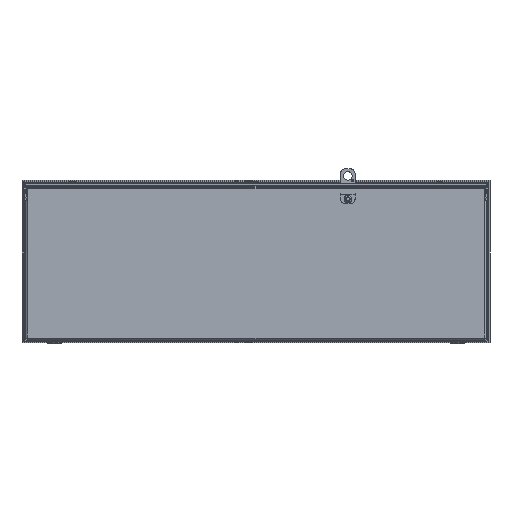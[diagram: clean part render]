
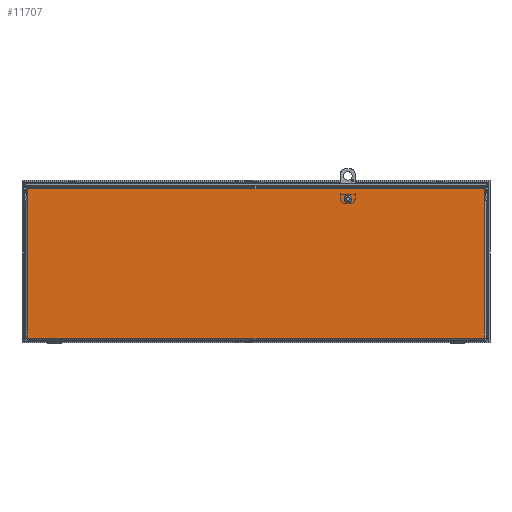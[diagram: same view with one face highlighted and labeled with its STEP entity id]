
A CAD part, front view. The second image highlights one B-rep face of the part: STEP entity #11707.
In plain terms, the highlighted planar face has unit normal (0, -1, 0).
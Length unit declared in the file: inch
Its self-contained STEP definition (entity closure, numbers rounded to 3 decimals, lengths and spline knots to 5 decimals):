
#689 = VERTEX_POINT ( 'NONE', #4050 ) ;
#731 = VECTOR ( 'NONE', #6553, 39.37008 ) ;
#769 = DIRECTION ( 'NONE',  ( 0., 1., 0. ) ) ;
#771 = DIRECTION ( 'NONE',  ( 0., 0., 1. ) ) ;
#962 = EDGE_CURVE ( 'NONE', #11589, #20120, #4486, .T. ) ;
#1036 = EDGE_CURVE ( 'NONE', #1173, #11589, #5301, .T. ) ;
#1143 = CARTESIAN_POINT ( 'NONE',  ( 4.78125, -12., 5.42387 ) ) ;
#1173 = VERTEX_POINT ( 'NONE', #7088 ) ;
#1211 = VECTOR ( 'NONE', #20823, 39.37008 ) ;
#1590 = EDGE_CURVE ( 'NONE', #20120, #12710, #21158, .T. ) ;
#1608 = VECTOR ( 'NONE', #771, 39.37008 ) ;
#1634 = CARTESIAN_POINT ( 'NONE',  ( 11.87913, -12., -1.80313 ) ) ;
#2131 = LINE ( 'NONE', #11172, #1608 ) ;
#2183 = CARTESIAN_POINT ( 'NONE',  ( 4.88175, -12., 5.42387 ) ) ;
#2193 = ORIENTED_EDGE ( 'NONE', *, *, #8581, .T. ) ;
#2724 = DIRECTION ( 'NONE',  ( 0., 1., 0. ) ) ;
#3000 = EDGE_CURVE ( 'NONE', #3926, #4683, #2131, .T. ) ;
#3719 = VECTOR ( 'NONE', #8424, 39.37008 ) ;
#3926 = VERTEX_POINT ( 'NONE', #1634 ) ;
#4050 = CARTESIAN_POINT ( 'NONE',  ( -11.87913, -12., -1.80313 ) ) ;
#4182 = EDGE_CURVE ( 'NONE', #13987, #13987, #14676, .T. ) ;
#4352 = PLANE ( 'NONE',  #13100 ) ;
#4486 = LINE ( 'NONE', #20056, #8823 ) ;
#4683 = VERTEX_POINT ( 'NONE', #11437 ) ;
#4794 = CARTESIAN_POINT ( 'NONE',  ( 5.9375, -12., 5.98637 ) ) ;
#4959 = CARTESIAN_POINT ( 'NONE',  ( 11.875, -12., 5.46856 ) ) ;
#5290 = DIRECTION ( 'NONE',  ( 1., 0., 0. ) ) ;
#5301 = LINE ( 'NONE', #4794, #731 ) ;
#5396 = CARTESIAN_POINT ( 'NONE',  ( 11.17644, -12., 6.6785 ) ) ;
#6441 = LINE ( 'NONE', #10004, #3719 ) ;
#6553 = DIRECTION ( 'NONE',  ( -1., 0., 0. ) ) ;
#6571 = VECTOR ( 'NONE', #21185, 39.37008 ) ;
#7088 = CARTESIAN_POINT ( 'NONE',  ( 11.875, -12., 5.98637 ) ) ;
#7963 = DIRECTION ( 'NONE',  ( 1., 0., 0. ) ) ;
#8065 = DIRECTION ( 'NONE',  ( 0., 0., -1. ) ) ;
#8424 = DIRECTION ( 'NONE',  ( 0., 0., -1. ) ) ;
#8581 = EDGE_CURVE ( 'NONE', #4683, #18192, #20135, .T. ) ;
#8823 = VECTOR ( 'NONE', #8065, 39.37008 ) ;
#9675 = CARTESIAN_POINT ( 'NONE',  ( 0., -12., 2.09162 ) ) ;
#10004 = CARTESIAN_POINT ( 'NONE',  ( -11.87913, -12., 3.77652 ) ) ;
#10174 = EDGE_LOOP ( 'NONE', ( #19834 ) ) ;
#10236 = EDGE_LOOP ( 'NONE', ( #18557, #14373, #14734, #10605, #19314, #20460, #2193, #20299 ) ) ;
#10353 = VECTOR ( 'NONE', #5290, 39.37008 ) ;
#10605 = ORIENTED_EDGE ( 'NONE', *, *, #16807, .T. ) ;
#10618 = FACE_OUTER_BOUND ( 'NONE', #10236, .T. ) ;
#10915 = CARTESIAN_POINT ( 'NONE',  ( 11.875, -12., 3.78009 ) ) ;
#11172 = CARTESIAN_POINT ( 'NONE',  ( 11.87913, -12., 0.14425 ) ) ;
#11437 = CARTESIAN_POINT ( 'NONE',  ( 11.87913, -12., 5.46142 ) ) ;
#11448 = EDGE_CURVE ( 'NONE', #689, #3926, #19770, .T. ) ;
#11589 = VERTEX_POINT ( 'NONE', #16240 ) ;
#11707 = ADVANCED_FACE ( 'NONE', ( #10618, #12810 ), #4352, .F. ) ;
#11978 = LINE ( 'NONE', #10915, #6571 ) ;
#12571 = CARTESIAN_POINT ( 'NONE',  ( -11.87913, -12., 5.46142 ) ) ;
#12710 = VERTEX_POINT ( 'NONE', #12571 ) ;
#12810 = FACE_BOUND ( 'NONE', #10174, .T. ) ;
#12901 = AXIS2_PLACEMENT_3D ( 'NONE', #1143, #2724, #7963 ) ;
#13100 = AXIS2_PLACEMENT_3D ( 'NONE', #9675, #769, #14867 ) ;
#13491 = DIRECTION ( 'NONE',  ( -0.5, 0., -0.866 ) ) ;
#13987 = VERTEX_POINT ( 'NONE', #2183 ) ;
#14156 = VECTOR ( 'NONE', #13491, 39.37008 ) ;
#14373 = ORIENTED_EDGE ( 'NONE', *, *, #962, .T. ) ;
#14676 = CIRCLE ( 'NONE', #12901, 0.1005 ) ;
#14734 = ORIENTED_EDGE ( 'NONE', *, *, #1590, .T. ) ;
#14867 = DIRECTION ( 'NONE',  ( 1., 0., 0. ) ) ;
#16240 = CARTESIAN_POINT ( 'NONE',  ( -11.875, -12., 5.98637 ) ) ;
#16807 = EDGE_CURVE ( 'NONE', #12710, #689, #6441, .T. ) ;
#17508 = CARTESIAN_POINT ( 'NONE',  ( -5.93956, -12., -1.80313 ) ) ;
#18192 = VERTEX_POINT ( 'NONE', #4959 ) ;
#18557 = ORIENTED_EDGE ( 'NONE', *, *, #1036, .T. ) ;
#18798 = CARTESIAN_POINT ( 'NONE',  ( -11.12175, -12., 6.77322 ) ) ;
#18799 = CARTESIAN_POINT ( 'NONE',  ( -11.875, -12., 5.46856 ) ) ;
#19314 = ORIENTED_EDGE ( 'NONE', *, *, #11448, .T. ) ;
#19770 = LINE ( 'NONE', #17508, #10353 ) ;
#19834 = ORIENTED_EDGE ( 'NONE', *, *, #4182, .T. ) ;
#20056 = CARTESIAN_POINT ( 'NONE',  ( -11.875, -12., 4.09162 ) ) ;
#20120 = VERTEX_POINT ( 'NONE', #18799 ) ;
#20135 = LINE ( 'NONE', #5396, #1211 ) ;
#20299 = ORIENTED_EDGE ( 'NONE', *, *, #21040, .T. ) ;
#20460 = ORIENTED_EDGE ( 'NONE', *, *, #3000, .T. ) ;
#20823 = DIRECTION ( 'NONE',  ( -0.5, 0., 0.866 ) ) ;
#21040 = EDGE_CURVE ( 'NONE', #18192, #1173, #11978, .T. ) ;
#21158 = LINE ( 'NONE', #18798, #14156 ) ;
#21185 = DIRECTION ( 'NONE',  ( 0., 0., 1. ) ) ;
